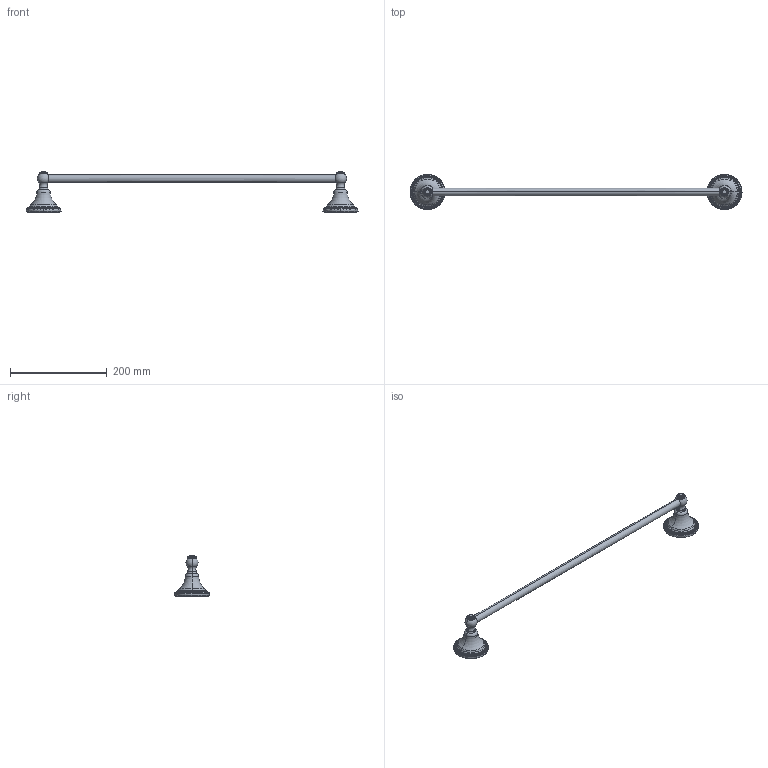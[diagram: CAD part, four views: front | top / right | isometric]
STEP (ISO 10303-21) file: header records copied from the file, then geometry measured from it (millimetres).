
FILE_DESCRIPTION((''),'2;1');
FILE_NAME('15-02_WEB','2010-07-13T',('gdeepak'),(''),'PRO/ENGINEER BY PARAMETRIC TECHNOLOGY CORPORATION, 2009300','PRO/ENGINEER BY PARAMETRIC TECHNOLOGY CORPORATION, 2009300','');
FILE_SCHEMA(('CONFIG_CONTROL_DESIGN'));
Products named in the file (1): 15-02_WEB
Bounding box: 685.06 x 72.26 x 84.54 mm (x, y, z)
Surface area: 702925.7 mm2 (no closed solid volume)
Topology: 0 solids, 0 shells, 537 faces, 2653 edges, 2533 vertices
Faces by surface type: bspline 393, torus 140, sphere 4
Entity records: 60825 total; most frequent: CARTESIAN_POINT 42036, DEFINITIONAL_REPRESENTATION 2413, PCURVE 2413, COMPOSITE_CURVE_SEGMENT 2413, B_SPLINE_CURVE_WITH_KNOTS 2410, DIRECTION 2179, TRIMMED_CURVE 1719, VECTOR 1547
